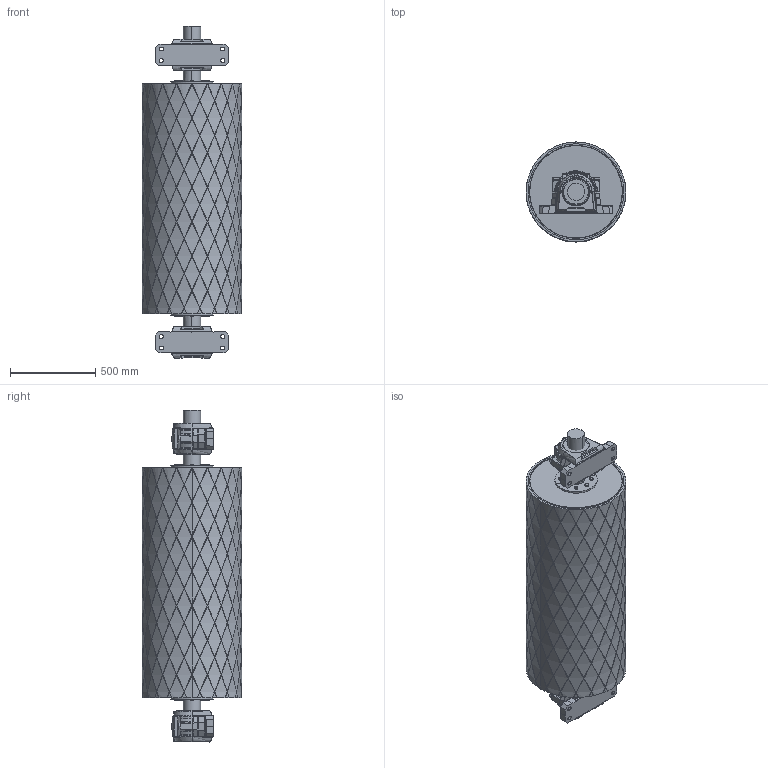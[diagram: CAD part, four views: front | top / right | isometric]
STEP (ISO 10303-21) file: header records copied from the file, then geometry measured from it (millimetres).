
FILE_DESCRIPTION(('FreeCAD Model'),'2;1');
FILE_NAME('Open CASCADE Shape Model','2025-05-09T19:42:45',('FreeCAD'),( 'FreeCAD'),'Open CASCADE STEP processor 7.6','FreeCAD','Unknown');
FILE_SCHEMA(('AUTOMOTIVE_DESIGN { 1 0 10303 214 1 1 1 1 }'));
Products named in the file (1): Open CASCADE STEP translator 7.6 1
Bounding box: 583.41 x 583.41 x 1942.76 mm (x, y, z)
Volume: 86191490.4 mm3; surface area: 13207764.5 mm2
Topology: 62 solids, 62 shells, 4283 faces, 10166 edges, 6067 vertices
Faces by surface type: bspline 4283
Entity records: 885538 total; most frequent: CARTESIAN_POINT 828385, ORIENTED_EDGE 20244, EDGE_CURVE 10122, B_SPLINE_CURVE_WITH_KNOTS 6168, VERTEX_POINT 6067, FACE_BOUND 4501, EDGE_LOOP 4501, ADVANCED_FACE 4283
